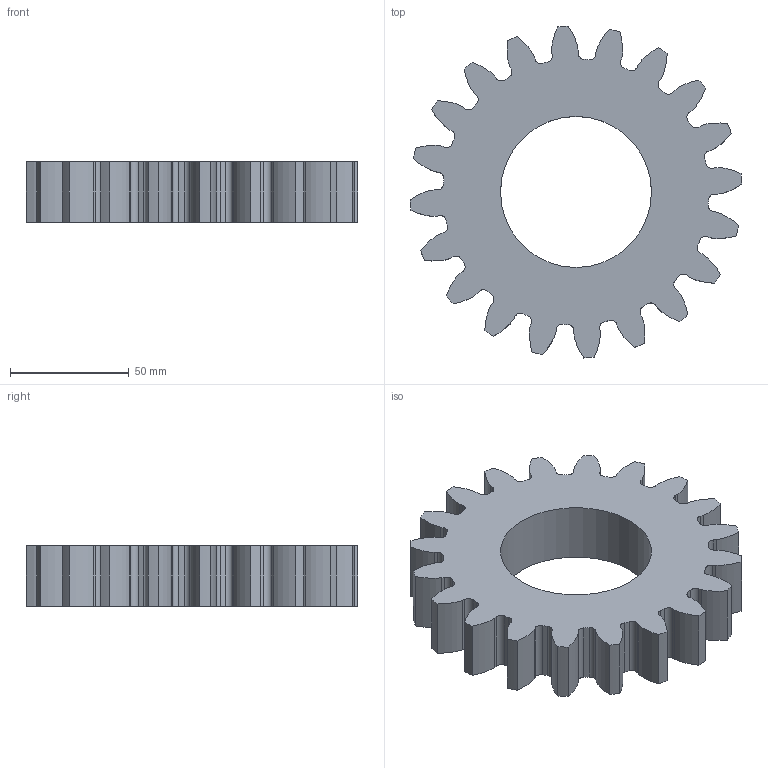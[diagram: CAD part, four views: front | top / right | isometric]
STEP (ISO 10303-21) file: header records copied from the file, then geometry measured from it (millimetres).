
FILE_DESCRIPTION( ( 'STEP Version 203' ), '1' );
FILE_NAME( 'Gear-CAD.stp', '01/19/17 21:29:27', ( 'Atif' ), ( ' ' ), 'PSStep 14.0', 'DesignModeler STEP Output', ' ' );
FILE_SCHEMA( ( 'CONFIG_CONTROL_DESIGN' ) );
Length unit declared in the file: metre
Products named in the file (1): 1
Bounding box: 139.55 x 139.55 x 25.4 mm (x, y, z)
Volume: 235900.6 mm3; surface area: 43520.5 mm2
Topology: 1 solids, 1 shells, 163 faces, 483 edges, 322 vertices
Faces by surface type: cylinder 81, plane 42, bspline 40
Full cylindrical faces by diameter (mm): 63.5 x1
Entity records: 6422 total; most frequent: CARTESIAN_POINT 2128, ORIENTED_EDGE 964, DIRECTION 812, EDGE_CURVE 482, VERTEX_POINT 322, AXIS2_PLACEMENT_3D 286, LINE 240, VECTOR 240
